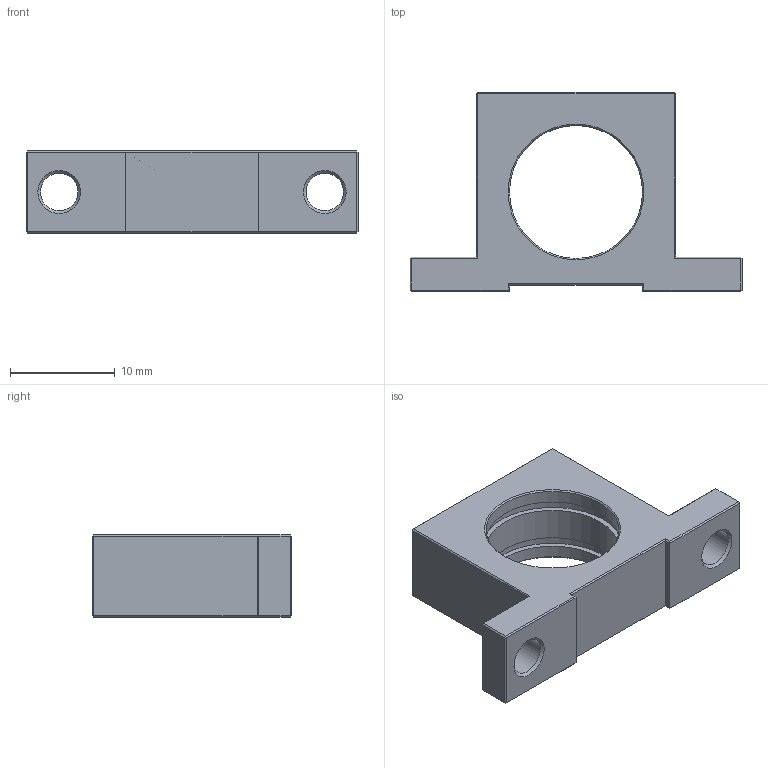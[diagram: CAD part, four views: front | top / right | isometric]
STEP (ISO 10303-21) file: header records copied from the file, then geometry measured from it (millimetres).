
FILE_DESCRIPTION(/* description */ ('Alibre Inc.'),/* implementation_level */ '2;1');
FILE_NAME(/* name */ 'export0',/* time_stamp */ '2014-05-28T08:16:34-07:00',/* author */ ('Accu-Glass_Products_Inc.'),/* organization */ ('Accu-Glass_Products_Inc.'),/* preprocessor_version */ 'ST-DEVELOPER v14',/* originating_system */ 'Alibre',/* authorisation */ 'Accu-Glass_Products_Inc.');
FILE_SCHEMA (('CONFIG_CONTROL_DESIGN'));
Length unit declared in the file: centimetre
Products named in the file (1): 112002
Bounding box: 31.75 x 19.05 x 7.87 mm (x, y, z)
Volume: 2011.3 mm3; surface area: 1755.3 mm2
Topology: 1 solids, 1 shells, 73 faces, 149 edges, 82 vertices
Faces by surface type: plane 60, cylinder 7, cone 6
Full cylindrical faces by diameter (mm): 3.581 x2, 12.725 x3, 13.716 x2
Entity records: 1771 total; most frequent: CARTESIAN_POINT 285, ORIENTED_EDGE 268, DIRECTION 236, EDGE_CURVE 134, VECTOR 114, LINE 114, EDGE_LOOP 96, FACE_BOUND 96
